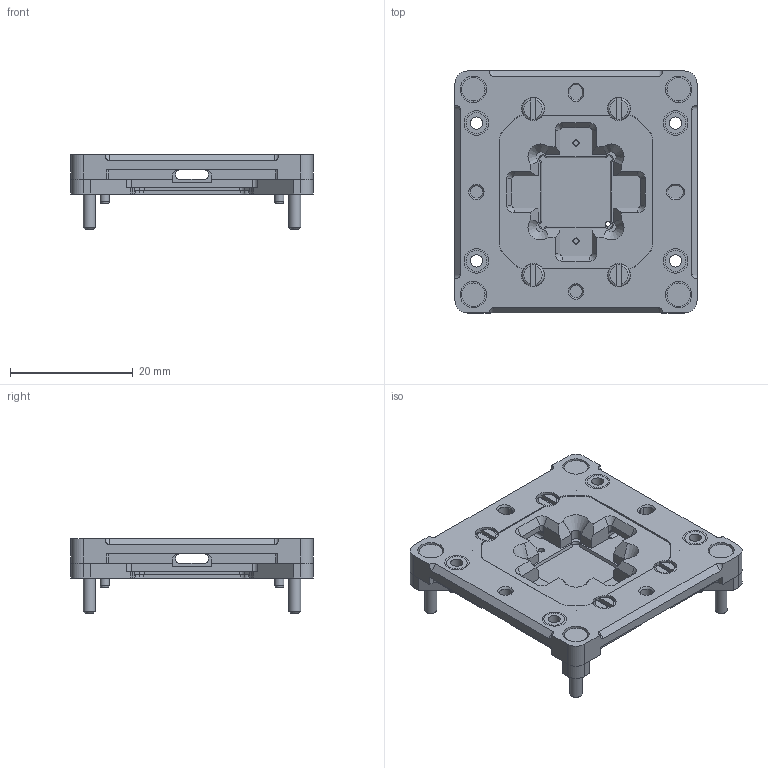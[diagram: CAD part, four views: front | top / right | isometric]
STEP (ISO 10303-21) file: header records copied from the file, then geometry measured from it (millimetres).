
FILE_DESCRIPTION(/* description */ (''),/* implementation_level */ '2;1');
FILE_NAME(/* name */ 'IDI_220393-000_Part1.stp',/* time_stamp */ '2015-03-12T15:35:49+01:00',/* author */ ('admchouv'),/* organization */ (''),/* preprocessor_version */ 'ST-DEVELOPER v15.5',/* originating_system */ 'AutoCAD Mechanical',/* authorisation */ '');
FILE_SCHEMA (('AUTOMOTIVE_DESIGN { 1 0 10303 214 3 1 1 }'));
Length unit declared in the file: millimetre
Products named in the file (1): Product
Bounding box: 39.5 x 39.5 x 12.2 mm (x, y, z)
Volume: 6284.2 mm3; surface area: 9445.4 mm2
Topology: 30 solids, 30 shells, 678 faces, 1685 edges, 1099 vertices
Faces by surface type: plane 332, cylinder 260, cone 74, torus 12
Full cylindrical faces by diameter (mm): 0.75 x4, 0.8 x6, 0.85 x4, 1 x2, 1.016 x4, 1.1 x4, 1.194 x4, 1.25 x8, 1.4 x4, 1.494 x4, 1.5 x2, 1.55 x4, 1.6 x8, 1.8 x4, 2 x8, 2.05 x2, 2.4 x12, 3 x4, 3.4 x4, 3.6 x4, 3.8 x4, 4 x4, 4.3 x4
Entity records: 19474 total; most frequent: CARTESIAN_POINT 3463, DIRECTION 3430, ORIENTED_EDGE 2972, EDGE_CURVE 1486, AXIS2_PLACEMENT_3D 1289, VERTEX_POINT 1066, EDGE_LOOP 976, LINE 852
